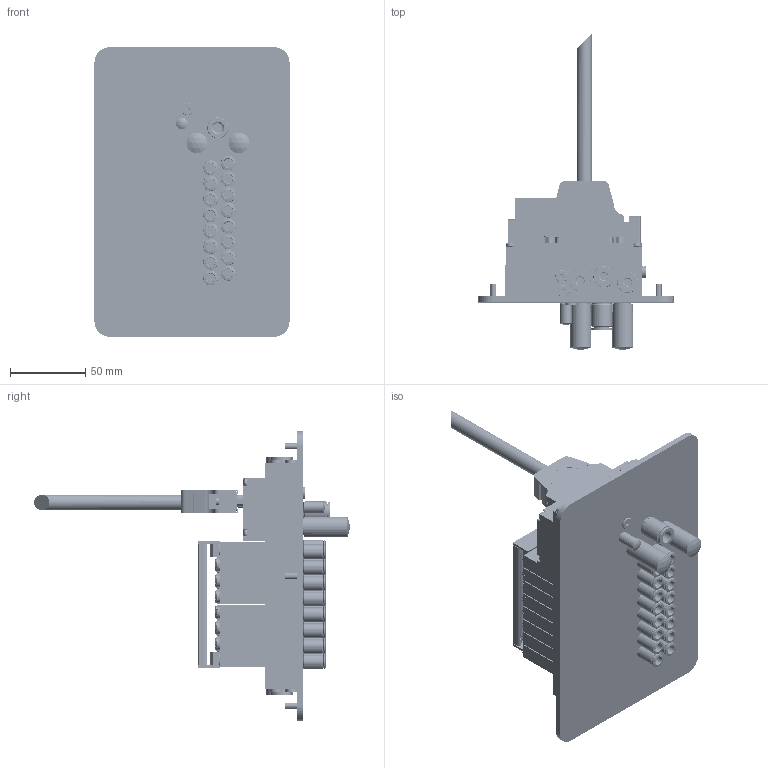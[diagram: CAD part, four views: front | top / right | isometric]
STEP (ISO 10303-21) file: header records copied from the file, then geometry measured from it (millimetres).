
FILE_DESCRIPTION(/* description */ ('VTUG-MP-Ventilinsel'),/* implementation_level */ '2;1');
FILE_NAME(/* name */ 'VTUG 10, 8 op met doorvoerplaat en Multi-pin.stp',/* time_stamp */ '2018-08-10T12:31:37+02:00',/* author */ ('user'),/* organization */ ('FESTO'),/* preprocessor_version */ 'ST-DEVELOPER v16.5',/* originating_system */ 'Autodesk Inventor 2017',/* authorisation */ '');
FILE_SCHEMA (('AUTOMOTIVE_DESIGN { 1 0 10303 214 3 1 1 }'));
Length unit declared in the file: millimetre
Products named in the file (20): 573606 VTUG-10-VRLK-B1T-G18B-DTB-M7SU-8VK+TTSC; 573605 VABM-L1-10-HWB-G18-8-GR-- ---(MF); 573413 VUVG-B10-T32C-MZT-F-1T1L---(V_M7); 730988 F-M2x34-10.9; 3568 B-1/8---(VTUG); 174308 B-M5-B---(VTUG); 1426888 F-M3x17-10.9; 174308 B-M5-B; 573457 ASCF-H-L1-10-8V---(T); 1478897 ASCF-H-L1-L---(S); 1491427 ASCF-H-L1-R---(S); dichting maat 10, 8; doorvoerplaat maat 10, 8; 161419 UC-1/8; 165003 UC-M5; 578376 NPQH-DK-G18-Q8-P10; 578404 NPQH-BK-M5-P10; 133007 QSM-M7-6-I-R; 573445 VAEM-L1-S-M1-25---(0)_p; 575417 NEBV-S1G25-K-2.5-N-LE25-S6
Assembly tree (68 placements, depth 2):
  573606 VTUG-10-VRLK-B1T-G18B-DTB-M7SU-8VK+TTSC
    573605 VABM-L1-10-HWB-G18-8-GR-- ---(MF)
    573413 VUVG-B10-T32C-MZT-F-1T1L---(V_M7)  x8
    730988 F-M2x34-10.9  x16
    3568 B-1/8---(VTUG)  x6
    174308 B-M5-B---(VTUG)  x4
    1426888 F-M3x17-10.9  x4
    174308 B-M5-B
    573457 ASCF-H-L1-10-8V---(T)
    1478897 ASCF-H-L1-L---(S)
    1491427 ASCF-H-L1-R---(S)
    dichting maat 10, 8
    doorvoerplaat maat 10, 8
    161419 UC-1/8  x2
    165003 UC-M5
    578376 NPQH-DK-G18-Q8-P10
    578404 NPQH-BK-M5-P10
    133007 QSM-M7-6-I-R  x16
    573445 VAEM-L1-S-M1-25---(0)_p
    575417 NEBV-S1G25-K-2.5-N-LE25-S6
Bounding box: 130 x 210.45 x 193 mm (x, y, z)
Volume: 644955.5 mm3; surface area: 287371.9 mm2
Topology: 68 solids, 68 shells, 4750 faces, 11376 edges, 7386 vertices
Faces by surface type: plane 2931, cylinder 1165, cone 424, torus 134, sphere 67, bspline 29
Full cylindrical faces by diameter (mm): 0.7 x3, 0.9 x3, 0.95 x25, 1.2 x25, 1.567 x16, 1.69 x16, 2 x16, 2.156 x2, 2.459 x4, 2.5 x3, 2.6 x7, 2.65 x16, 2.7 x24, 2.8 x4, 3 x4, 3.1 x2, 3.242 x4, 3.3 x1, 3.6 x1, 3.9 x16, 4 x22, 4.134 x8, 4.2 x40, 4.5 x20, 4.864 x2, 5 x15, 5.3 x16, 5.5 x10, 5.6 x44, 5.917 x16
Entity records: 52657 total; most frequent: CARTESIAN_POINT 10277, DIRECTION 8786, ORIENTED_EDGE 7662, EDGE_CURVE 3831, AXIS2_PLACEMENT_3D 3258, VERTEX_POINT 2801, EDGE_LOOP 2672, LINE 2270
